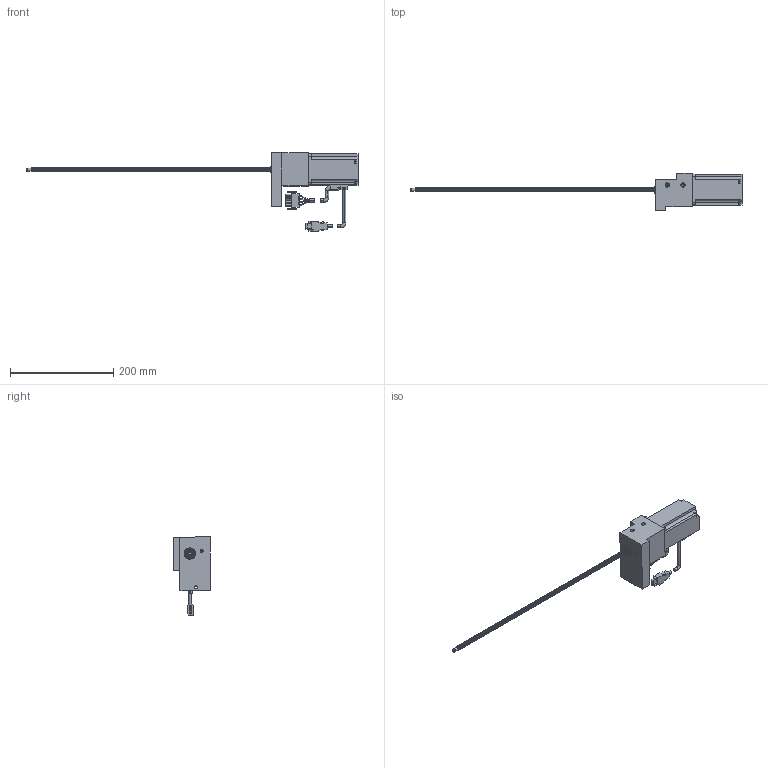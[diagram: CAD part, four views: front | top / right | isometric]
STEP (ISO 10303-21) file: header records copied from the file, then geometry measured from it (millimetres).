
FILE_DESCRIPTION(/* description */ ('Alibre Inc.'),/* implementation_level */ '2;1');
FILE_NAME(/* name */ 'export0',/* time_stamp */ '2016-02-15T17:20:49-05:00',/* author */ (''),/* organization */ (''),/* preprocessor_version */ 'ST-DEVELOPER v10',/* originating_system */ 'Alibre',/* authorisation */ '');
FILE_SCHEMA (('AUTOMOTIVE_DESIGN'));
Length unit declared in the file: inch
Products named in the file (14): 6259K27
Bounding box: 643.74 x 73.32 x 151.96 mm (x, y, z)
Volume: 610550.5 mm3; surface area: 120570.1 mm2
Topology: 12 solids, 12 shells, 856 faces, 2397 edges, 1584 vertices
Faces by surface type: cylinder 398, plane 339, cone 40, torus 40, bspline 27, sphere 12
Full cylindrical faces by diameter (mm): 4.2 x4, 5 x1, 5.5 x2, 5.7 x1, 5.9 x1, 6 x5, 8 x191, 10 x2, 12 x1, 12.088 x1, 12.48 x4, 13 x1, 14 x1, 16 x1, 17.52 x4, 22 x3, 32 x1
Entity records: 40629 total; most frequent: CARTESIAN_POINT 25372, ORIENTED_EDGE 3256, DIRECTION 2650, EDGE_CURVE 1628, VERTEX_POINT 1099, AXIS2_PLACEMENT_3D 1049, VECTOR 909, LINE 909
